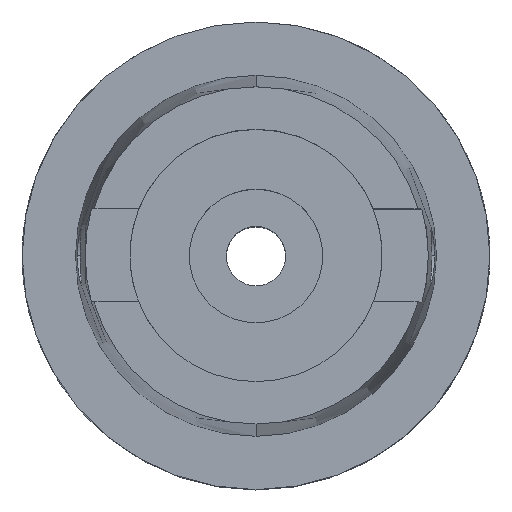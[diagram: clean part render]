
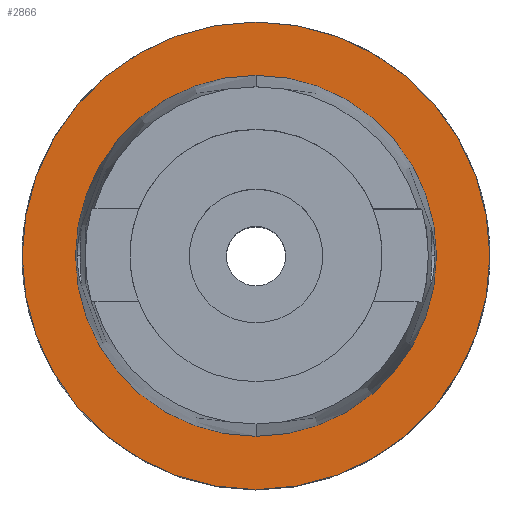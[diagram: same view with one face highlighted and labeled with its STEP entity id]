
A CAD part, top view. The second image highlights one B-rep face of the part: STEP entity #2866.
In plain terms, the highlighted planar face has unit normal (0, 0, 1).
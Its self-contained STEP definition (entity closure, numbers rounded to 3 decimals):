
#591=CARTESIAN_POINT('',(0.,0.,0.));
#592=DIRECTION('',(0.,0.,-1.));
#593=DIRECTION('',(0.,-1.,0.));
#594=AXIS2_PLACEMENT_3D('',#591,#592,#593);
#599=CARTESIAN_POINT('',(0.,0.,0.));
#600=DIRECTION('',(0.,0.,-1.));
#601=DIRECTION('',(0.,1.,0.));
#602=AXIS2_PLACEMENT_3D('',#599,#600,#601);
#607=CARTESIAN_POINT('',(0.,0.,0.));
#608=DIRECTION('',(0.,0.,1.));
#609=DIRECTION('',(0.,-1.,0.));
#610=AXIS2_PLACEMENT_3D('',#607,#608,#609);
#615=CARTESIAN_POINT('',(0.,0.,0.));
#616=DIRECTION('',(0.,0.,1.));
#617=DIRECTION('',(0.,1.,0.));
#618=AXIS2_PLACEMENT_3D('',#615,#616,#617);
#2222=CARTESIAN_POINT('',(0.,24.315,0.));
#2223=VERTEX_POINT('',#2222);
#2224=CARTESIAN_POINT('',(0.,-24.315,0.));
#2225=VERTEX_POINT('',#2224);
#2228=CARTESIAN_POINT('',(0.,-31.5,0.));
#2229=CARTESIAN_POINT('',(0.,31.5,0.));
#2230=VERTEX_POINT('',#2228);
#2231=VERTEX_POINT('',#2229);
#2851=CARTESIAN_POINT('',(0.,0.,0.));
#2852=DIRECTION('',(0.,0.,-1.));
#2853=DIRECTION('',(0.,-1.,0.));
#2854=AXIS2_PLACEMENT_3D('',#2851,#2852,#2853);
#2855=PLANE('',#2854);
#2857=ORIENTED_EDGE('',*,*,#2856,.T.);
#2859=ORIENTED_EDGE('',*,*,#2858,.T.);
#2860=EDGE_LOOP('',(#2857,#2859));
#2861=FACE_OUTER_BOUND('',#2860,.F.);
#2862=ORIENTED_EDGE('',*,*,#2839,.T.);
#2863=ORIENTED_EDGE('',*,*,#2776,.T.);
#2864=EDGE_LOOP('',(#2862,#2863));
#2865=FACE_BOUND('',#2864,.F.);
#595=CIRCLE('',#594,31.5);
#603=CIRCLE('',#602,31.5);
#611=CIRCLE('',#610,24.315);
#619=CIRCLE('',#618,24.315);
#2776=EDGE_CURVE('',#2223,#2225,#619,.T.);
#2839=EDGE_CURVE('',#2225,#2223,#611,.T.);
#2856=EDGE_CURVE('',#2230,#2231,#595,.T.);
#2858=EDGE_CURVE('',#2231,#2230,#603,.T.);
#2866=ADVANCED_FACE('',(#2861,#2865),#2855,.F.);
